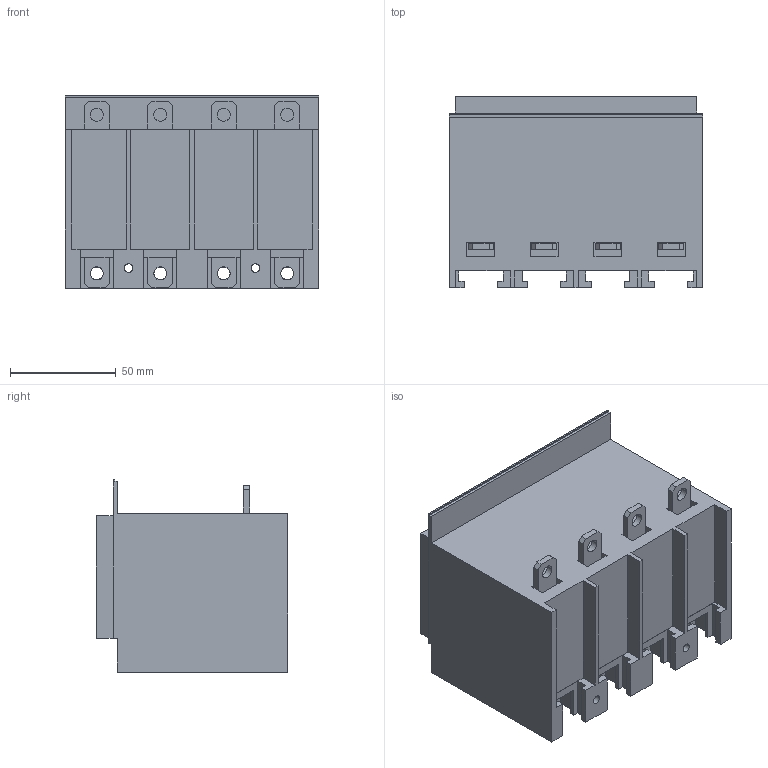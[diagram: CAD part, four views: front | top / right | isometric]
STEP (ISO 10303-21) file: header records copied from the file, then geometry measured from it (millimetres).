
FILE_DESCRIPTION(('CATIA V5 STEP Exchange'),'2;1');
FILE_NAME('1SDH001295R0274_1PA_001_00_XT2_4P_FIXED_DIFFERENZIALE.stp','2014-11-11T15:24:36+00:00',('none'),('none'),'CATIA Version 5 Release 20 SP 1 (IN-10)','CATIA V5 STEP AP214','none');
FILE_SCHEMA(('AUTOMOTIVE_DESIGN { 1 0 10303 214 1 1 1 1 }'));
Length unit declared in the file: millimetre
Products named in the file (1): 1SDH001295R0274_1PA_001_00_XT2_4P_FIXED_DIFFERENZIALE
Bounding box: 120 x 90.5 x 91 mm (x, y, z)
Volume: 657482.3 mm3; surface area: 77900.4 mm2
Topology: 1 solids, 1 shells, 248 faces, 664 edges, 440 vertices
Faces by surface type: plane 208, cylinder 40
Entity records: 8317 total; most frequent: ORIENTED_EDGE 1328, CARTESIAN_POINT 1241, DIRECTION 936, EDGE_CURVE 664, VECTOR 584, LINE 584, VERTEX_POINT 440, EDGE_LOOP 298
